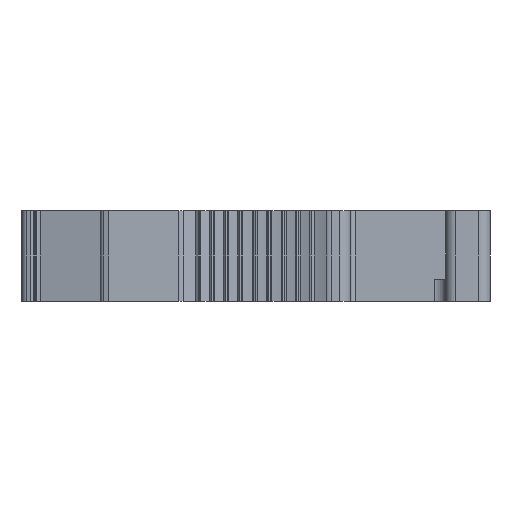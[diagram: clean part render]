
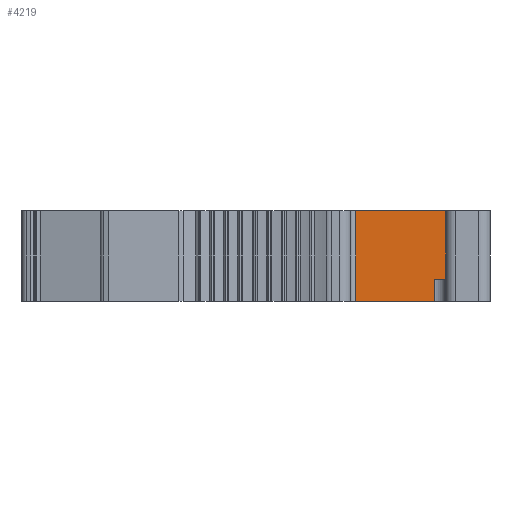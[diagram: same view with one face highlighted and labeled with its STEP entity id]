
A CAD part, left-side view. The second image highlights one B-rep face of the part: STEP entity #4219.
In plain terms, the highlighted planar face has unit normal (-1, 0, 0).
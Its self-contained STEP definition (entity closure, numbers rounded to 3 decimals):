
#24=DIRECTION('',(0.,-1.,0.));
#25=VECTOR('',#24,7.1);
#26=CARTESIAN_POINT('',(-46.6,-9.,-4.1));
#27=LINE('',#26,#25);
#759=DIRECTION('',(0.,1.,0.));
#760=VECTOR('',#759,3.1);
#761=CARTESIAN_POINT('',(-46.6,-19.2,-2.1));
#762=LINE('',#761,#760);
#763=DIRECTION('',(0.,0.,-1.));
#764=VECTOR('',#763,2.);
#765=CARTESIAN_POINT('',(-46.6,-16.1,-2.1));
#766=LINE('',#765,#764);
#767=DIRECTION('',(0.,0.,1.));
#768=VECTOR('',#767,8.2);
#769=CARTESIAN_POINT('',(-46.6,-9.,-4.1));
#770=LINE('',#769,#768);
#785=DIRECTION('',(0.,0.,1.));
#786=VECTOR('',#785,6.2);
#787=CARTESIAN_POINT('',(-46.6,-19.2,-2.1));
#788=LINE('',#787,#786);
#1278=DIRECTION('',(0.,-1.,0.));
#1279=VECTOR('',#1278,10.2);
#1280=CARTESIAN_POINT('',(-46.6,-9.,4.1));
#1281=LINE('',#1280,#1279);
#3069=CARTESIAN_POINT('',(-46.6,-9.,4.1));
#3070=VERTEX_POINT('',#3069);
#3071=CARTESIAN_POINT('',(-46.6,-19.2,4.1));
#3072=VERTEX_POINT('',#3071);
#3407=CARTESIAN_POINT('',(-46.6,-9.,-4.1));
#3408=VERTEX_POINT('',#3407);
#3841=CARTESIAN_POINT('',(-46.6,-19.2,-2.1));
#3842=CARTESIAN_POINT('',(-46.6,-16.1,-2.1));
#3843=VERTEX_POINT('',#3841);
#3844=VERTEX_POINT('',#3842);
#3845=CARTESIAN_POINT('',(-46.6,-16.1,-4.1));
#3846=VERTEX_POINT('',#3845);
#4201=CARTESIAN_POINT('',(-46.6,-9.,-7.5));
#4202=DIRECTION('',(-1.,0.,0.));
#4203=DIRECTION('',(0.,-1.,0.));
#4204=AXIS2_PLACEMENT_3D('',#4201,#4202,#4203);
#4205=PLANE('',#4204);
#4207=ORIENTED_EDGE('',*,*,#4206,.T.);
#4209=ORIENTED_EDGE('',*,*,#4208,.T.);
#4210=ORIENTED_EDGE('',*,*,#3864,.F.);
#4212=ORIENTED_EDGE('',*,*,#4211,.T.);
#4214=ORIENTED_EDGE('',*,*,#4213,.T.);
#4216=ORIENTED_EDGE('',*,*,#4215,.F.);
#4217=EDGE_LOOP('',(#4207,#4209,#4210,#4212,#4214,#4216));
#4218=FACE_OUTER_BOUND('',#4217,.F.);
#3864=EDGE_CURVE('',#3408,#3846,#27,.T.);
#4206=EDGE_CURVE('',#3843,#3844,#762,.T.);
#4208=EDGE_CURVE('',#3844,#3846,#766,.T.);
#4211=EDGE_CURVE('',#3408,#3070,#770,.T.);
#4213=EDGE_CURVE('',#3070,#3072,#1281,.T.);
#4215=EDGE_CURVE('',#3843,#3072,#788,.T.);
#4219=ADVANCED_FACE('',(#4218),#4205,.T.);
